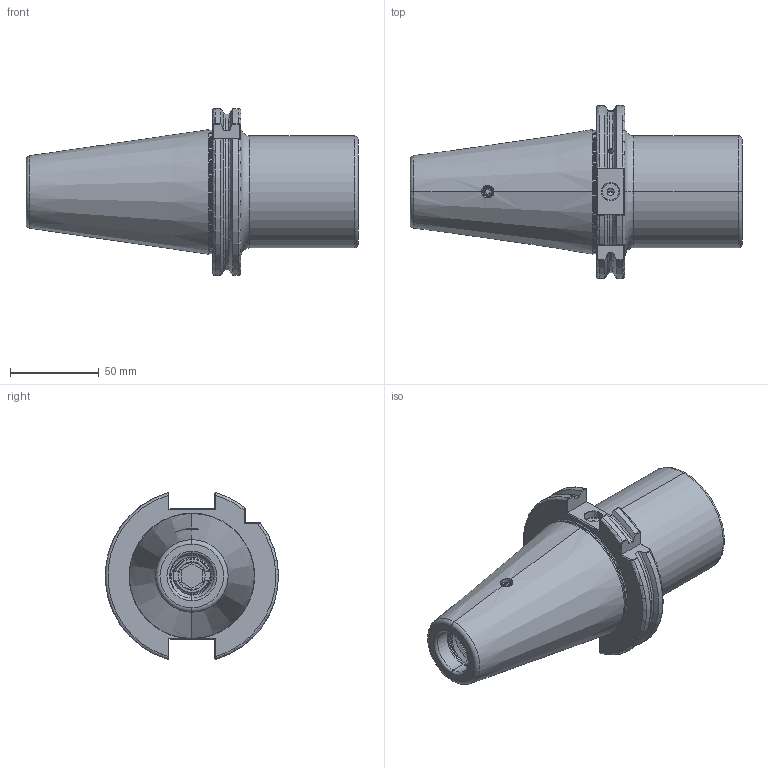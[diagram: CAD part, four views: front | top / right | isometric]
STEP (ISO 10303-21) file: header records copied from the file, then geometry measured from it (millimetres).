
FILE_DESCRIPTION (( 'STEP AP203' ), '1' );
FILE_NAME ('502.08.04A.STEP', '2016-07-16T08:38:16', ( '' ), ( '' ), 'SwSTEP 2.0', 'SolidWorks 2012', '' );
FILE_SCHEMA (( 'CONFIG_CONTROL_DESIGN' ));
Length unit declared in the file: millimetre
Products named in the file (5): 502.08.04A; 2-02.000.0060100C2_M6xP01-10L; 2-01130024_M16xP2-35L; 2-41371008AF_M24xP3_9.5L
Assembly tree (4 placements, depth 2):
  502.08.04A
    502.08.04A
    2-01130024_M16xP2-35L
    2-02.000.0060100C2_M6xP01-10L
    2-41371008AF_M24xP3_9.5L
Bounding box: 186.75 x 97.32 x 93.81 mm (x, y, z)
Volume: 476486.9 mm3; surface area: 71675.5 mm2
Topology: 4 solids, 4 shells, 342 faces, 920 edges, 580 vertices
Faces by surface type: cylinder 119, plane 86, cone 52, bspline 47, torus 38
Entity records: 44165 total; most frequent: CARTESIAN_POINT 36169, ORIENTED_EDGE 1816, DIRECTION 1290, EDGE_CURVE 908, VERTEX_POINT 580, AXIS2_PLACEMENT_3D 496, EDGE_LOOP 356, FACE_OUTER_BOUND 342
